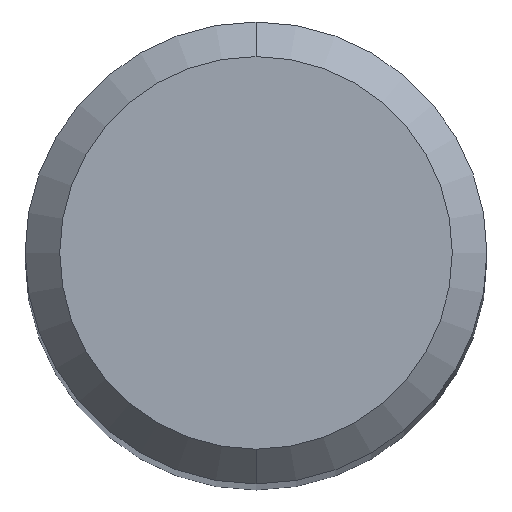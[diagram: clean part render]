
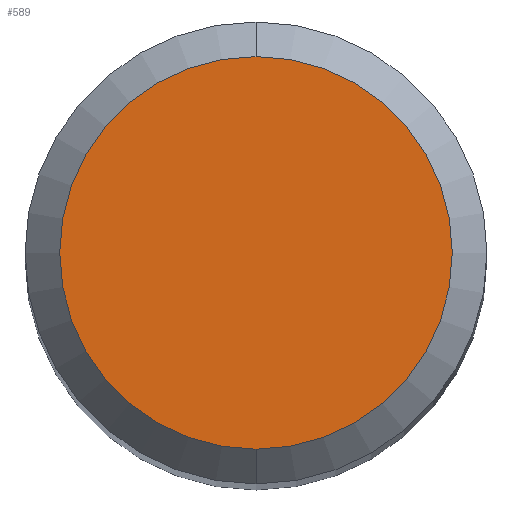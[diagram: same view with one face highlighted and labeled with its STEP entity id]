
A CAD part, top view. The second image highlights one B-rep face of the part: STEP entity #589.
In plain terms, the highlighted planar face has unit normal (0, 0, 1).
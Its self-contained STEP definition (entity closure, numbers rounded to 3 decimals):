
#471=VERTEX_POINT('',#1152);
#539=EDGE_CURVE('',#471,#987,#1226,.T.);
#589=ADVANCED_FACE('',(#1279),#1280,.T.);
#949=EDGE_CURVE('',#987,#471,#1668,.T.);
#987=VERTEX_POINT('',#1709);
#1152=CARTESIAN_POINT('',(0.0,1.7,0.0));
#1226=CIRCLE('',#2874,1.7);
#1279=FACE_OUTER_BOUND('',#2994,.T.);
#1280=PLANE('',#2995);
#1668=CIRCLE('',#4365,1.7);
#1709=CARTESIAN_POINT('',(0.,-1.7,0.0));
#2874=AXIS2_PLACEMENT_3D('',#4832,#4833,#4834);
#2994=EDGE_LOOP('',(#4872,#4873));
#2995=AXIS2_PLACEMENT_3D('',#4874,#4875,#4876);
#4365=AXIS2_PLACEMENT_3D('',#5296,#5297,#5298);
#4832=CARTESIAN_POINT('',(0.0,0.0,0.0));
#4833=DIRECTION('',(0.0,0.0,-1.0));
#4834=DIRECTION('',(0.0,1.0,0.0));
#4872=ORIENTED_EDGE('',*,*,#539,.F.);
#4873=ORIENTED_EDGE('',*,*,#949,.F.);
#4874=CARTESIAN_POINT('',(0.0,0.85,0.0));
#4875=DIRECTION('',(-0.0,0.0,1.0));
#4876=DIRECTION('',(0.0,-1.0,0.0));
#5296=CARTESIAN_POINT('',(0.0,0.0,0.0));
#5297=DIRECTION('',(0.0,0.0,-1.0));
#5298=DIRECTION('',(0.0,1.0,0.0));
